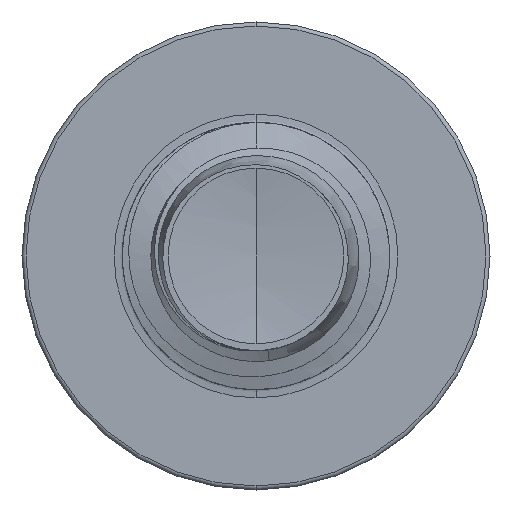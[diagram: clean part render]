
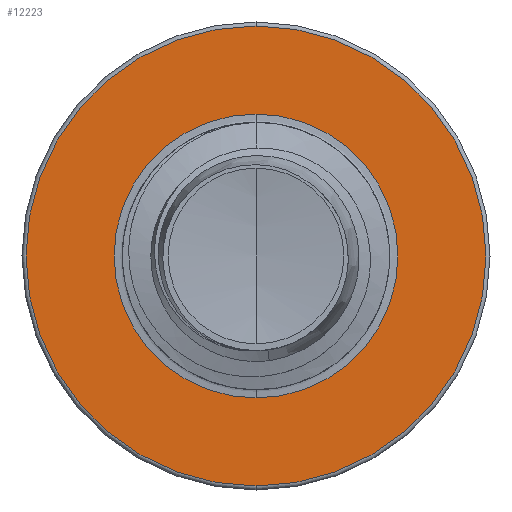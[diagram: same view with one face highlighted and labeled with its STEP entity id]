
A CAD part, front view. The second image highlights one B-rep face of the part: STEP entity #12223.
In plain terms, the highlighted planar face has unit normal (0, -1, 0).
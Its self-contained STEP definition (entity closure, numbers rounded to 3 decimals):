
#758 = DIRECTION ( 'NONE',  ( 0., 0., 1. ) ) ;
#1695 = CARTESIAN_POINT ( 'NONE',  ( 0., 11., -5.16 ) ) ;
#2417 = DIRECTION ( 'NONE',  ( 0., 0., 1. ) ) ;
#2443 = DIRECTION ( 'NONE',  ( 0., 1., 0. ) ) ;
#2449 = CARTESIAN_POINT ( 'NONE',  ( 0., 11., 0. ) ) ;
#2946 = DIRECTION ( 'NONE',  ( 0., 0., 1. ) ) ;
#2952 = DIRECTION ( 'NONE',  ( 0., 1., 0. ) ) ;
#2983 = CARTESIAN_POINT ( 'NONE',  ( 0., 11., 0. ) ) ;
#3143 = ORIENTED_EDGE ( 'NONE', *, *, #13479, .T. ) ;
#4315 = ORIENTED_EDGE ( 'NONE', *, *, #4674, .F. ) ;
#4541 = EDGE_CURVE ( 'NONE', #20059, #21483, #15439, .T. ) ;
#4674 = EDGE_CURVE ( 'NONE', #5118, #5782, #18427, .T. ) ;
#5118 = VERTEX_POINT ( 'NONE', #1695 ) ;
#5201 = DIRECTION ( 'NONE',  ( 0., 1., 0. ) ) ;
#5480 = ORIENTED_EDGE ( 'NONE', *, *, #15422, .F. ) ;
#5782 = VERTEX_POINT ( 'NONE', #21847 ) ;
#6811 = CARTESIAN_POINT ( 'NONE',  ( 0., 11., 0. ) ) ;
#8781 = DIRECTION ( 'NONE',  ( 0., 0., 1. ) ) ;
#10186 = ORIENTED_EDGE ( 'NONE', *, *, #4541, .T. ) ;
#10343 = AXIS2_PLACEMENT_3D ( 'NONE', #18145, #12877, #758 ) ;
#11109 = AXIS2_PLACEMENT_3D ( 'NONE', #6811, #17857, #8781 ) ;
#11420 = CARTESIAN_POINT ( 'NONE',  ( 0., 11., -3.186 ) ) ;
#12223 = ADVANCED_FACE ( 'NONE', ( #15998, #19978 ), #21215, .F. ) ;
#12435 = CARTESIAN_POINT ( 'NONE',  ( 0., 11., 3.186 ) ) ;
#12653 = EDGE_LOOP ( 'NONE', ( #10186, #3143 ) ) ;
#12877 = DIRECTION ( 'NONE',  ( 0., 1., 0. ) ) ;
#13479 = EDGE_CURVE ( 'NONE', #21483, #20059, #14376, .T. ) ;
#14376 = CIRCLE ( 'NONE', #16313, 3.186 ) ;
#15422 = EDGE_CURVE ( 'NONE', #5782, #5118, #15424, .T. ) ;
#15424 = CIRCLE ( 'NONE', #11109, 5.16 ) ;
#15439 = CIRCLE ( 'NONE', #17789, 3.186 ) ;
#15611 = CARTESIAN_POINT ( 'NONE',  ( 0., 11., 0. ) ) ;
#15998 = FACE_OUTER_BOUND ( 'NONE', #16225, .T. ) ;
#16225 = EDGE_LOOP ( 'NONE', ( #5480, #4315 ) ) ;
#16313 = AXIS2_PLACEMENT_3D ( 'NONE', #15611, #5201, #16880 ) ;
#16880 = DIRECTION ( 'NONE',  ( 0., 0., 1. ) ) ;
#17789 = AXIS2_PLACEMENT_3D ( 'NONE', #2983, #2952, #2946 ) ;
#17857 = DIRECTION ( 'NONE',  ( 0., 1., 0. ) ) ;
#18145 = CARTESIAN_POINT ( 'NONE',  ( 0., 11., -3.186 ) ) ;
#18427 = CIRCLE ( 'NONE', #18678, 5.16 ) ;
#18678 = AXIS2_PLACEMENT_3D ( 'NONE', #2449, #2443, #2417 ) ;
#19978 = FACE_BOUND ( 'NONE', #12653, .T. ) ;
#20059 = VERTEX_POINT ( 'NONE', #12435 ) ;
#21215 = PLANE ( 'NONE',  #10343 ) ;
#21483 = VERTEX_POINT ( 'NONE', #11420 ) ;
#21847 = CARTESIAN_POINT ( 'NONE',  ( 0., 11., 5.16 ) ) ;
